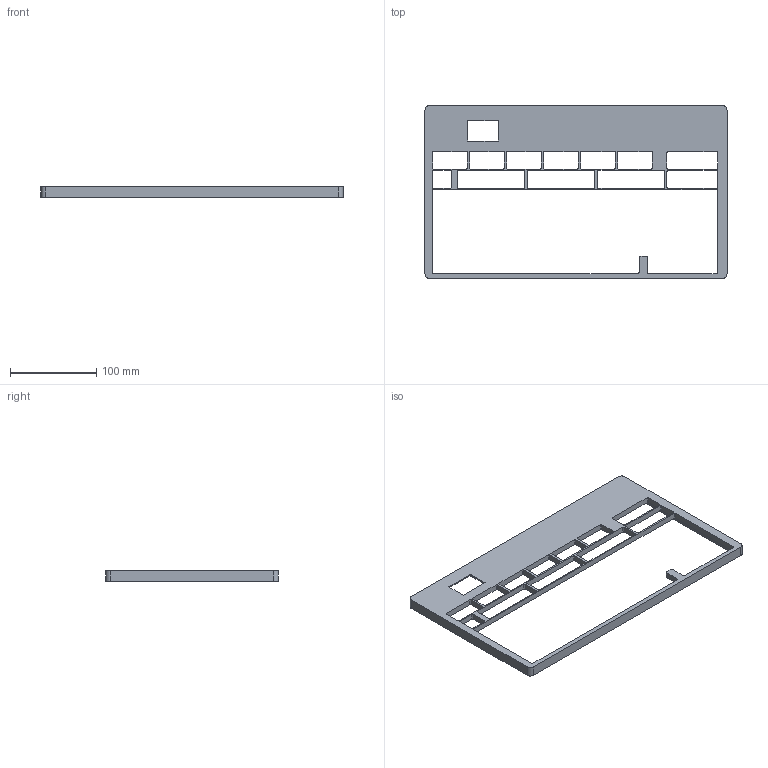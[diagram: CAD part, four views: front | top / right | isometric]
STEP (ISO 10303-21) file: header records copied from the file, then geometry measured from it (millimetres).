
FILE_DESCRIPTION(('FreeCAD Model'),'2;1');
FILE_NAME('Open CASCADE Shape Model','2024-02-16T17:57:32',(''),(''), 'Open CASCADE STEP processor 7.6','FreeCAD','Unknown');
FILE_SCHEMA(('AUTOMOTIVE_DESIGN { 1 0 10303 214 1 1 1 1 }'));
Length unit declared in the file: millimetre
Products named in the file (1): TopLayerBody
Bounding box: 350 x 200 x 12 mm (x, y, z)
Volume: 158192.5 mm3; surface area: 89479.6 mm2
Topology: 1 solids, 1 shells, 209 faces, 594 edges, 395 vertices
Faces by surface type: plane 115, cylinder 94
Full cylindrical faces by diameter (mm): 6.4 x4
Entity records: 14930 total; most frequent: CARTESIAN_POINT 2963, DIRECTION 2294, LINE 1406, VECTOR 1406, ORIENTED_EDGE 1188, PCURVE 1188, DEFINITIONAL_REPRESENTATION 1188, EDGE_CURVE 594
